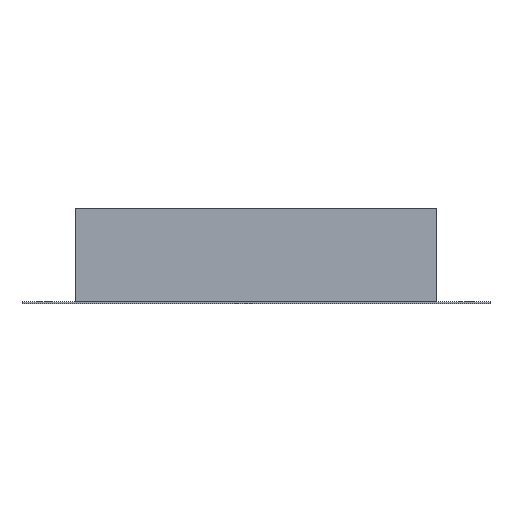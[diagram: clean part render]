
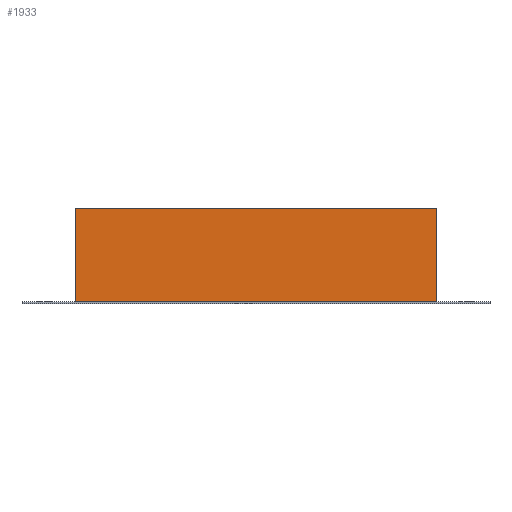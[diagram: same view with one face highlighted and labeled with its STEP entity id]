
A CAD part, front view. The second image highlights one B-rep face of the part: STEP entity #1933.
In plain terms, the highlighted planar face has unit normal (0, -1, 0).
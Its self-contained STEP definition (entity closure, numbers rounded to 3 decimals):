
#84 = LINE ( 'NONE', #1091, #1057 ) ;
#87 = EDGE_CURVE ( 'NONE', #1212, #712, #84, .T. ) ;
#88 = LINE ( 'NONE', #1423, #1977 ) ;
#202 = ORIENTED_EDGE ( 'NONE', *, *, #87, .F. ) ;
#262 = CARTESIAN_POINT ( 'NONE',  ( 0., -19.038, 18.4 ) ) ;
#267 = CARTESIAN_POINT ( 'NONE',  ( -34.75, -19.038, 18.4 ) ) ;
#339 = EDGE_LOOP ( 'NONE', ( #377, #1761, #202, #1564 ) ) ;
#358 = VECTOR ( 'NONE', #2018, 1000. ) ;
#377 = ORIENTED_EDGE ( 'NONE', *, *, #1963, .T. ) ;
#416 = DIRECTION ( 'NONE',  ( 1., 0., 0. ) ) ;
#420 = DIRECTION ( 'NONE',  ( 0., 0., -1. ) ) ;
#536 = AXIS2_PLACEMENT_3D ( 'NONE', #262, #1951, #1960 ) ;
#712 = VERTEX_POINT ( 'NONE', #1360 ) ;
#742 = EDGE_CURVE ( 'NONE', #712, #1111, #1715, .T. ) ;
#756 = DIRECTION ( 'NONE',  ( 1., 0., 0. ) ) ;
#1000 = EDGE_CURVE ( 'NONE', #1212, #1676, #1920, .T. ) ;
#1057 = VECTOR ( 'NONE', #756, 1000. ) ;
#1091 = CARTESIAN_POINT ( 'NONE',  ( 0., -19.038, 18.4 ) ) ;
#1111 = VERTEX_POINT ( 'NONE', #1948 ) ;
#1212 = VERTEX_POINT ( 'NONE', #1331 ) ;
#1286 = PLANE ( 'NONE',  #536 ) ;
#1331 = CARTESIAN_POINT ( 'NONE',  ( -34.75, -19.038, 18.4 ) ) ;
#1360 = CARTESIAN_POINT ( 'NONE',  ( 34.75, -19.038, 18.4 ) ) ;
#1423 = CARTESIAN_POINT ( 'NONE',  ( 0., -19.038, 0.4 ) ) ;
#1453 = CARTESIAN_POINT ( 'NONE',  ( -34.75, -19.038, 0.4 ) ) ;
#1564 = ORIENTED_EDGE ( 'NONE', *, *, #1000, .T. ) ;
#1676 = VERTEX_POINT ( 'NONE', #1453 ) ;
#1715 = LINE ( 'NONE', #1863, #358 ) ;
#1761 = ORIENTED_EDGE ( 'NONE', *, *, #742, .F. ) ;
#1769 = FACE_OUTER_BOUND ( 'NONE', #339, .T. ) ;
#1863 = CARTESIAN_POINT ( 'NONE',  ( 34.75, -19.038, 18.4 ) ) ;
#1920 = LINE ( 'NONE', #267, #2077 ) ;
#1933 = ADVANCED_FACE ( 'NONE', ( #1769 ), #1286, .F. ) ;
#1948 = CARTESIAN_POINT ( 'NONE',  ( 34.75, -19.038, 0.4 ) ) ;
#1951 = DIRECTION ( 'NONE',  ( 0., 1., 0. ) ) ;
#1960 = DIRECTION ( 'NONE',  ( 0., 0., 1. ) ) ;
#1963 = EDGE_CURVE ( 'NONE', #1676, #1111, #88, .T. ) ;
#1977 = VECTOR ( 'NONE', #416, 1000. ) ;
#2018 = DIRECTION ( 'NONE',  ( 0., 0., -1. ) ) ;
#2077 = VECTOR ( 'NONE', #420, 1000. ) ;
